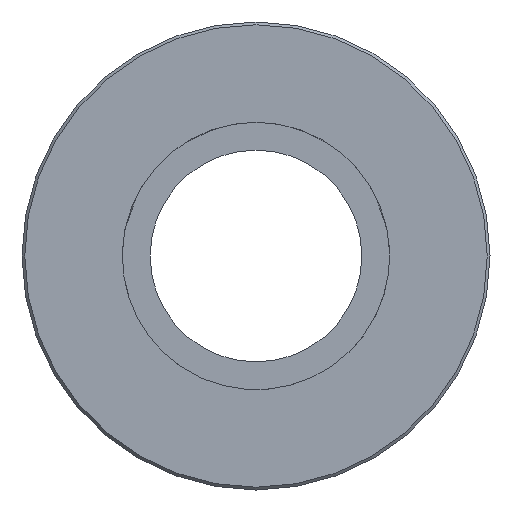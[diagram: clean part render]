
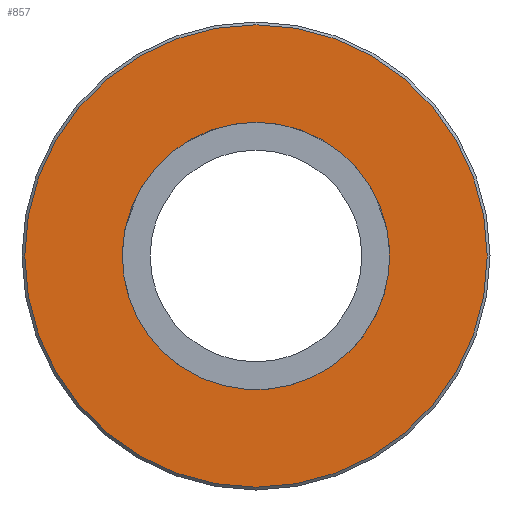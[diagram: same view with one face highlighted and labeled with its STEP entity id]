
A CAD part, left-side view. The second image highlights one B-rep face of the part: STEP entity #857.
In plain terms, the highlighted planar face has unit normal (-1, 0, 0).
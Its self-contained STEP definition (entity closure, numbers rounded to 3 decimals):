
#146=PLANE($,#913);
#194=FACE_BOUND($,#281,.T.);
#195=FACE_BOUND($,#282,.T.);
#281=EDGE_LOOP($,(#617));
#282=EDGE_LOOP($,(#618));
#361=CIRCLE($,#912,41.5);
#362=CIRCLE($,#914,24.);
#405=VERTEX_POINT($,#1251);
#406=VERTEX_POINT($,#1254);
#493=EDGE_CURVE($,#405,#405,#361,.T.);
#494=EDGE_CURVE($,#406,#406,#362,.T.);
#617=ORIENTED_EDGE($,*,*,#494,.T.);
#618=ORIENTED_EDGE($,*,*,#493,.F.);
#857=ADVANCED_FACE($,(#194,#195),#146,.T.);
#912=AXIS2_PLACEMENT_3D($,#1252,#1014,#1015);
#913=AXIS2_PLACEMENT_3D($,#1253,#1016,#1017);
#914=AXIS2_PLACEMENT_3D($,#1255,#1018,#1019);
#1014=DIRECTION('center_axis',(1.,0.,0.));
#1015=DIRECTION('ref_axis',(0.,-1.,0.));
#1016=DIRECTION('center_axis',(-1.,0.,0.));
#1017=DIRECTION('ref_axis',(0.,0.,1.));
#1018=DIRECTION('center_axis',(1.,0.,0.));
#1019=DIRECTION('ref_axis',(0.,0.,-1.));
#1251=CARTESIAN_POINT('',(0.,41.5,0.));
#1252=CARTESIAN_POINT('Origin',(0.,0.,0.));
#1253=CARTESIAN_POINT('Origin',(0.,33.,0.));
#1254=CARTESIAN_POINT('',(0.,0.,24.));
#1255=CARTESIAN_POINT('Origin',(0.,0.,0.));
